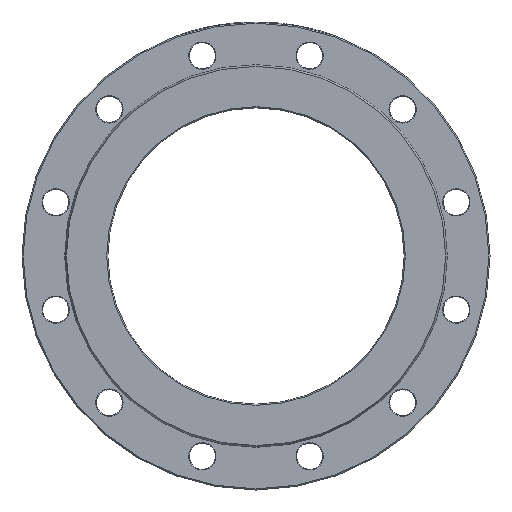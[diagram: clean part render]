
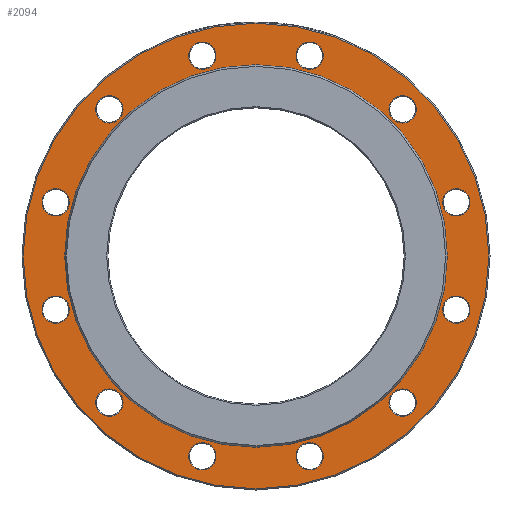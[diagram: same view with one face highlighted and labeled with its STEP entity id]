
A CAD part, left-side view. The second image highlights one B-rep face of the part: STEP entity #2094.
In plain terms, the highlighted planar face has unit normal (-1, 0, 0).
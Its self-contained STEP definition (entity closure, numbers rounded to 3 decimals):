
#17 = VERTEX_POINT ( 'NONE', #5224 ) ;
#139 = CARTESIAN_POINT ( 'NONE',  ( 3., 0., 161.463 ) ) ;
#145 = CARTESIAN_POINT ( 'NONE',  ( 3., 169.037, 45.293 ) ) ;
#177 = DIRECTION ( 'NONE',  ( 0., 0.5, -0.866 ) ) ;
#179 = DIRECTION ( 'NONE',  ( 1., 0., 0. ) ) ;
#206 = DIRECTION ( 'NONE',  ( 0., 0.866, -0.5 ) ) ;
#223 = ORIENTED_EDGE ( 'NONE', *, *, #6046, .T. ) ;
#230 = VERTEX_POINT ( 'NONE', #4890 ) ;
#270 = DIRECTION ( 'NONE',  ( 0., -0.866, -0.5 ) ) ;
#295 = ORIENTED_EDGE ( 'NONE', *, *, #3592, .T. ) ;
#352 = ORIENTED_EDGE ( 'NONE', *, *, #5974, .T. ) ;
#455 = VERTEX_POINT ( 'NONE', #2002 ) ;
#585 = DIRECTION ( 'NONE',  ( 0., -0.5, -0.866 ) ) ;
#658 = DIRECTION ( 'NONE',  ( 1., 0., 0. ) ) ;
#684 = ORIENTED_EDGE ( 'NONE', *, *, #4749, .T. ) ;
#688 = DIRECTION ( 'NONE',  ( -1., 0., 0. ) ) ;
#740 = DIRECTION ( 'NONE',  ( 1., 0., 0. ) ) ;
#870 = EDGE_LOOP ( 'NONE', ( #352 ) ) ;
#887 = CARTESIAN_POINT ( 'NONE',  ( 3., 56.793, 169.037 ) ) ;
#910 = CIRCLE ( 'NONE', #2109, 11.5 ) ;
#915 = FACE_BOUND ( 'NONE', #3951, .T. ) ;
#917 = CIRCLE ( 'NONE', #5378, 11.5 ) ;
#981 = VERTEX_POINT ( 'NONE', #2966 ) ;
#996 = ORIENTED_EDGE ( 'NONE', *, *, #4829, .T. ) ;
#1008 = CIRCLE ( 'NONE', #4191, 196.5 ) ;
#1048 = DIRECTION ( 'NONE',  ( 1., 0., 0. ) ) ;
#1053 = DIRECTION ( 'NONE',  ( 1., 0., 0. ) ) ;
#1071 = EDGE_CURVE ( 'NONE', #3261, #3261, #3528, .T. ) ;
#1128 = VERTEX_POINT ( 'NONE', #5389 ) ;
#1268 = ORIENTED_EDGE ( 'NONE', *, *, #2019, .T. ) ;
#1360 = EDGE_LOOP ( 'NONE', ( #295 ) ) ;
#1446 = CARTESIAN_POINT ( 'NONE',  ( 3., 133.703, 117.994 ) ) ;
#1518 = CARTESIAN_POINT ( 'NONE',  ( 3., 123.744, -123.744 ) ) ;
#1542 = VERTEX_POINT ( 'NONE', #2850 ) ;
#1613 = DIRECTION ( 'NONE',  ( 0., -1., 0. ) ) ;
#1626 = CARTESIAN_POINT ( 'NONE',  ( 3., 0., 0. ) ) ;
#1680 = EDGE_LOOP ( 'NONE', ( #2706 ) ) ;
#1700 = FACE_BOUND ( 'NONE', #870, .T. ) ;
#1721 = EDGE_LOOP ( 'NONE', ( #4567 ) ) ;
#1722 = EDGE_CURVE ( 'NONE', #3692, #3692, #4903, .T. ) ;
#1818 = CIRCLE ( 'NONE', #2606, 11.5 ) ;
#1848 = PLANE ( 'NONE',  #2199 ) ;
#1873 = DIRECTION ( 'NONE',  ( 0., -0.866, 0.5 ) ) ;
#1889 = CARTESIAN_POINT ( 'NONE',  ( 3., -169.037, -45.293 ) ) ;
#1904 = CIRCLE ( 'NONE', #4102, 11.5 ) ;
#1916 = ORIENTED_EDGE ( 'NONE', *, *, #3920, .T. ) ;
#1923 = DIRECTION ( 'NONE',  ( 1., 0., 0. ) ) ;
#2002 = CARTESIAN_POINT ( 'NONE',  ( 3., -133.703, -117.994 ) ) ;
#2019 = EDGE_CURVE ( 'NONE', #455, #455, #5152, .T. ) ;
#2061 = ORIENTED_EDGE ( 'NONE', *, *, #1722, .T. ) ;
#2094 = ADVANCED_FACE ( 'NONE', ( #2632, #6127, #4665, #5458, #3774, #915, #5613, #2174, #6097, #1700, #3321, #2322, #2208, #5671 ), #1848, .F. ) ;
#2109 = AXIS2_PLACEMENT_3D ( 'NONE', #1889, #1923, #4941 ) ;
#2125 = DIRECTION ( 'NONE',  ( 0., 0., -1. ) ) ;
#2174 = FACE_BOUND ( 'NONE', #4051, .T. ) ;
#2199 = AXIS2_PLACEMENT_3D ( 'NONE', #2777, #3143, #5493 ) ;
#2208 = FACE_OUTER_BOUND ( 'NONE', #5987, .T. ) ;
#2303 = CIRCLE ( 'NONE', #5471, 161.463 ) ;
#2318 = AXIS2_PLACEMENT_3D ( 'NONE', #3972, #4005, #1613 ) ;
#2322 = FACE_BOUND ( 'NONE', #4150, .T. ) ;
#2412 = CARTESIAN_POINT ( 'NONE',  ( 3., -45.293, 169.037 ) ) ;
#2442 = CARTESIAN_POINT ( 'NONE',  ( 3., 0., -196.5 ) ) ;
#2470 = VERTEX_POINT ( 'NONE', #4737 ) ;
#2488 = EDGE_LOOP ( 'NONE', ( #4976 ) ) ;
#2533 = VERTEX_POINT ( 'NONE', #3473 ) ;
#2552 = EDGE_CURVE ( 'NONE', #3355, #3355, #1008, .T. ) ;
#2606 = AXIS2_PLACEMENT_3D ( 'NONE', #5490, #4035, #270 ) ;
#2632 = FACE_BOUND ( 'NONE', #3398, .T. ) ;
#2670 = DIRECTION ( 'NONE',  ( 1., 0., 0. ) ) ;
#2706 = ORIENTED_EDGE ( 'NONE', *, *, #1071, .T. ) ;
#2777 = CARTESIAN_POINT ( 'NONE',  ( 3., 161.463, 0. ) ) ;
#2832 = AXIS2_PLACEMENT_3D ( 'NONE', #1518, #1053, #585 ) ;
#2850 = CARTESIAN_POINT ( 'NONE',  ( 3., -117.994, 133.703 ) ) ;
#2851 = CARTESIAN_POINT ( 'NONE',  ( 3., -169.037, 45.293 ) ) ;
#2883 = DIRECTION ( 'NONE',  ( 0., 0., 1. ) ) ;
#2936 = CARTESIAN_POINT ( 'NONE',  ( 3., -35.334, 174.787 ) ) ;
#2966 = CARTESIAN_POINT ( 'NONE',  ( 3., -169.037, 56.793 ) ) ;
#3050 = EDGE_CURVE ( 'NONE', #3839, #3839, #917, .T. ) ;
#3061 = ORIENTED_EDGE ( 'NONE', *, *, #3050, .T. ) ;
#3114 = CIRCLE ( 'NONE', #2318, 11.5 ) ;
#3143 = DIRECTION ( 'NONE',  ( 1., 0., 0. ) ) ;
#3261 = VERTEX_POINT ( 'NONE', #4221 ) ;
#3321 = FACE_BOUND ( 'NONE', #1680, .T. ) ;
#3332 = DIRECTION ( 'NONE',  ( -1., 0., 0. ) ) ;
#3355 = VERTEX_POINT ( 'NONE', #2442 ) ;
#3398 = EDGE_LOOP ( 'NONE', ( #1916 ) ) ;
#3419 = DIRECTION ( 'NONE',  ( 0., 0., 1. ) ) ;
#3447 = DIRECTION ( 'NONE',  ( 0., 0.866, 0.5 ) ) ;
#3473 = CARTESIAN_POINT ( 'NONE',  ( 3., 169.037, -56.793 ) ) ;
#3528 = CIRCLE ( 'NONE', #2832, 11.5 ) ;
#3532 = EDGE_LOOP ( 'NONE', ( #223 ) ) ;
#3551 = EDGE_CURVE ( 'NONE', #1542, #1542, #5964, .T. ) ;
#3592 = EDGE_CURVE ( 'NONE', #2470, #2470, #910, .T. ) ;
#3645 = DIRECTION ( 'NONE',  ( 0., 0., -1. ) ) ;
#3692 = VERTEX_POINT ( 'NONE', #887 ) ;
#3742 = EDGE_LOOP ( 'NONE', ( #2061 ) ) ;
#3747 = CARTESIAN_POINT ( 'NONE',  ( 3., -123.744, -123.744 ) ) ;
#3774 = FACE_BOUND ( 'NONE', #1721, .T. ) ;
#3777 = AXIS2_PLACEMENT_3D ( 'NONE', #3747, #740, #1873 ) ;
#3799 = CIRCLE ( 'NONE', #5385, 11.5 ) ;
#3813 = AXIS2_PLACEMENT_3D ( 'NONE', #4046, #658, #5809 ) ;
#3827 = CARTESIAN_POINT ( 'NONE',  ( 3., -123.744, 123.744 ) ) ;
#3839 = VERTEX_POINT ( 'NONE', #2936 ) ;
#3920 = EDGE_CURVE ( 'NONE', #17, #17, #1904, .T. ) ;
#3951 = EDGE_LOOP ( 'NONE', ( #996 ) ) ;
#3972 = CARTESIAN_POINT ( 'NONE',  ( 3., -45.293, -169.037 ) ) ;
#4005 = DIRECTION ( 'NONE',  ( 1., 0., 0. ) ) ;
#4035 = DIRECTION ( 'NONE',  ( 1., 0., 0. ) ) ;
#4046 = CARTESIAN_POINT ( 'NONE',  ( 3., 45.293, 169.037 ) ) ;
#4051 = EDGE_LOOP ( 'NONE', ( #1268 ) ) ;
#4102 = AXIS2_PLACEMENT_3D ( 'NONE', #145, #1048, #177 ) ;
#4150 = EDGE_LOOP ( 'NONE', ( #5579 ) ) ;
#4191 = AXIS2_PLACEMENT_3D ( 'NONE', #1626, #688, #2125 ) ;
#4221 = CARTESIAN_POINT ( 'NONE',  ( 3., 117.994, -133.703 ) ) ;
#4255 = DIRECTION ( 'NONE',  ( 1., 0., 0. ) ) ;
#4270 = VERTEX_POINT ( 'NONE', #1446 ) ;
#4284 = DIRECTION ( 'NONE',  ( 0., 0.5, 0.866 ) ) ;
#4304 = DIRECTION ( 'NONE',  ( 1., 0., 0. ) ) ;
#4307 = DIRECTION ( 'NONE',  ( 1., 0., 0. ) ) ;
#4396 = VERTEX_POINT ( 'NONE', #139 ) ;
#4567 = ORIENTED_EDGE ( 'NONE', *, *, #3551, .T. ) ;
#4615 = EDGE_LOOP ( 'NONE', ( #684 ) ) ;
#4665 = FACE_BOUND ( 'NONE', #3742, .T. ) ;
#4666 = CIRCLE ( 'NONE', #5258, 11.5 ) ;
#4737 = CARTESIAN_POINT ( 'NONE',  ( 3., -174.787, -35.334 ) ) ;
#4749 = EDGE_CURVE ( 'NONE', #4270, #4270, #3799, .T. ) ;
#4774 = AXIS2_PLACEMENT_3D ( 'NONE', #3827, #4255, #4284 ) ;
#4794 = AXIS2_PLACEMENT_3D ( 'NONE', #5957, #2670, #3645 ) ;
#4829 = EDGE_CURVE ( 'NONE', #981, #981, #4666, .T. ) ;
#4856 = ORIENTED_EDGE ( 'NONE', *, *, #2552, .T. ) ;
#4890 = CARTESIAN_POINT ( 'NONE',  ( 3., 35.334, -174.787 ) ) ;
#4903 = CIRCLE ( 'NONE', #3813, 11.5 ) ;
#4933 = CARTESIAN_POINT ( 'NONE',  ( 3., 123.744, 123.744 ) ) ;
#4941 = DIRECTION ( 'NONE',  ( 0., -0.5, 0.866 ) ) ;
#4976 = ORIENTED_EDGE ( 'NONE', *, *, #5233, .F. ) ;
#5152 = CIRCLE ( 'NONE', #3777, 11.5 ) ;
#5224 = CARTESIAN_POINT ( 'NONE',  ( 3., 174.787, 35.334 ) ) ;
#5233 = EDGE_CURVE ( 'NONE', #4396, #4396, #2303, .T. ) ;
#5258 = AXIS2_PLACEMENT_3D ( 'NONE', #2851, #4304, #2883 ) ;
#5378 = AXIS2_PLACEMENT_3D ( 'NONE', #2412, #4307, #3447 ) ;
#5385 = AXIS2_PLACEMENT_3D ( 'NONE', #4933, #179, #206 ) ;
#5389 = CARTESIAN_POINT ( 'NONE',  ( 3., -56.793, -169.037 ) ) ;
#5458 = FACE_BOUND ( 'NONE', #5593, .T. ) ;
#5471 = AXIS2_PLACEMENT_3D ( 'NONE', #5736, #3332, #3419 ) ;
#5490 = CARTESIAN_POINT ( 'NONE',  ( 3., 45.293, -169.037 ) ) ;
#5493 = DIRECTION ( 'NONE',  ( 0., 0., -1. ) ) ;
#5579 = ORIENTED_EDGE ( 'NONE', *, *, #5704, .T. ) ;
#5593 = EDGE_LOOP ( 'NONE', ( #3061 ) ) ;
#5613 = FACE_BOUND ( 'NONE', #1360, .T. ) ;
#5671 = FACE_BOUND ( 'NONE', #2488, .T. ) ;
#5704 = EDGE_CURVE ( 'NONE', #2533, #2533, #5981, .T. ) ;
#5736 = CARTESIAN_POINT ( 'NONE',  ( 3., 0., 0. ) ) ;
#5809 = DIRECTION ( 'NONE',  ( 0., 1., 0. ) ) ;
#5957 = CARTESIAN_POINT ( 'NONE',  ( 3., 169.037, -45.293 ) ) ;
#5964 = CIRCLE ( 'NONE', #4774, 11.5 ) ;
#5974 = EDGE_CURVE ( 'NONE', #230, #230, #1818, .T. ) ;
#5981 = CIRCLE ( 'NONE', #4794, 11.5 ) ;
#5987 = EDGE_LOOP ( 'NONE', ( #4856 ) ) ;
#6046 = EDGE_CURVE ( 'NONE', #1128, #1128, #3114, .T. ) ;
#6097 = FACE_BOUND ( 'NONE', #3532, .T. ) ;
#6127 = FACE_BOUND ( 'NONE', #4615, .T. ) ;
